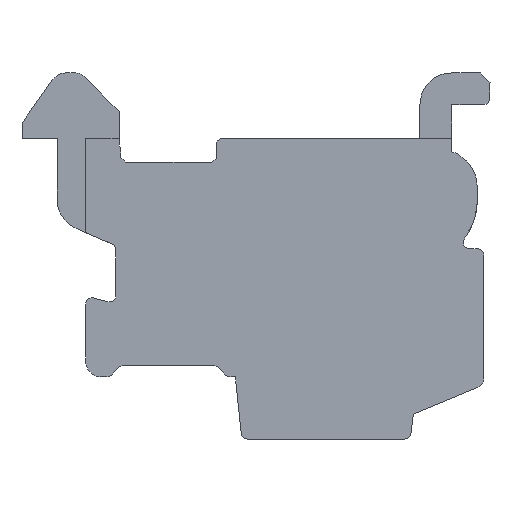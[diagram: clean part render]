
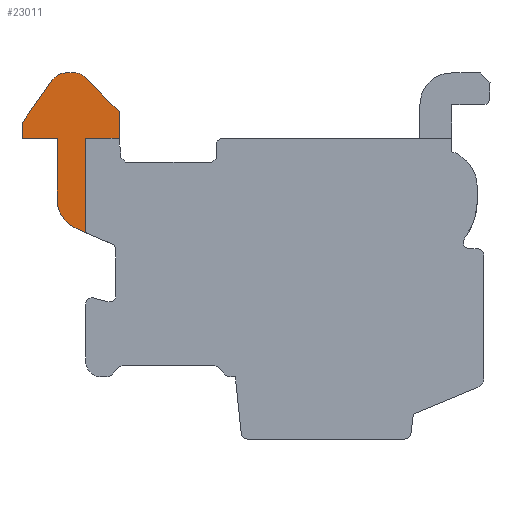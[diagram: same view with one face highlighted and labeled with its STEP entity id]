
A CAD part, front view. The second image highlights one B-rep face of the part: STEP entity #23011.
In plain terms, the highlighted planar face has unit normal (0, -1, 0).
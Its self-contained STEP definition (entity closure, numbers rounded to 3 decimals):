
#311=DIRECTION('',(0.916,0.,-0.401));
#312=VECTOR('',#311,0.328);
#313=CARTESIAN_POINT('',(-5.671,-97.9,
0.645));
#314=LINE('',#313,#312);
#6092=DIRECTION('',(-1.,0.,0.));
#6093=VECTOR('',#6092,1.1);
#6094=CARTESIAN_POINT('',(-6.27,-97.9,
3.476));
#6095=LINE('',#6094,#6093);
#6332=DIRECTION('',(0.,0.,1.));
#6333=VECTOR('',#6332,1.914);
#6334=CARTESIAN_POINT('',(-6.27,-97.9,
1.561));
#6335=LINE('',#6334,#6333);
#6608=CARTESIAN_POINT('',(-5.27,-97.9,
1.561));
#6609=DIRECTION('',(0.,1.,0.));
#6610=DIRECTION('',(-0.401,0.,-0.916));
#6611=AXIS2_PLACEMENT_3D('',#6608,#6609,#6610);
#6656=DIRECTION('',(0.,0.,-1.));
#6657=VECTOR('',#6656,0.845);
#6658=CARTESIAN_POINT('',(-4.32,-97.9,
4.32));
#6659=LINE('',#6658,#6657);
#7573=DIRECTION('',(0.,0.,1.));
#7574=VECTOR('',#7573,2.963);
#7575=CARTESIAN_POINT('',(-5.37,-97.9,
0.513));
#7576=LINE('',#7575,#7574);
#7581=CARTESIAN_POINT('',(-4.32,-97.9,
3.476));
#7582=CARTESIAN_POINT('',(-4.67,-97.9,
3.476));
#7583=CARTESIAN_POINT('',(-5.02,-97.9,
3.477));
#7584=CARTESIAN_POINT('',(-5.37,-97.9,
3.477));
#7802=DIRECTION('',(0.,0.,1.));
#7803=VECTOR('',#7802,0.475);
#7804=CARTESIAN_POINT('',(-7.37,-97.9,
3.475));
#7805=LINE('',#7804,#7803);
#8042=DIRECTION('',(0.575,0.,0.818));
#8043=VECTOR('',#8042,1.666);
#8044=CARTESIAN_POINT('',(-7.37,-97.9,
3.95));
#8045=LINE('',#8044,#8043);
#8318=CARTESIAN_POINT('',(-6.003,-97.9,
5.025));
#8319=DIRECTION('',(0.,1.,0.));
#8320=DIRECTION('',(-0.818,0.,0.575));
#8321=AXIS2_PLACEMENT_3D('',#8318,#8319,#8320);
#8562=DIRECTION('',(1.,0.,0.));
#8563=VECTOR('',#8562,0.312);
#8564=CARTESIAN_POINT('',(-6.003,-97.9,
5.525));
#8565=LINE('',#8564,#8563);
#8838=CARTESIAN_POINT('',(-5.691,-97.9,
5.125));
#8839=DIRECTION('',(0.,1.,0.));
#8840=DIRECTION('',(0.,0.,1.));
#8841=AXIS2_PLACEMENT_3D('',#8838,#8839,#8840);
#9082=DIRECTION('',(0.707,0.,-0.707));
#9083=VECTOR('',#9082,1.538);
#9084=CARTESIAN_POINT('',(-5.408,-97.9,
5.408));
#9085=LINE('',#9084,#9083);
#11935=CARTESIAN_POINT('',(-7.37,-97.9,
3.475));
#11936=CARTESIAN_POINT('',(-7.37,-97.9,
3.95));
#11937=VERTEX_POINT('',#11935);
#11938=VERTEX_POINT('',#11936);
#11939=CARTESIAN_POINT('',(-6.412,-97.9,
5.313));
#11940=VERTEX_POINT('',#11939);
#11941=CARTESIAN_POINT('',(-6.003,-97.9,
5.525));
#11942=VERTEX_POINT('',#11941);
#11943=CARTESIAN_POINT('',(-5.691,-97.9,
5.525));
#11944=VERTEX_POINT('',#11943);
#11945=CARTESIAN_POINT('',(-5.408,-97.9,
5.408));
#11946=VERTEX_POINT('',#11945);
#11947=CARTESIAN_POINT('',(-4.32,-97.9,
4.32));
#11948=VERTEX_POINT('',#11947);
#11949=CARTESIAN_POINT('',(-4.32,-97.9,
3.476));
#11950=VERTEX_POINT('',#11949);
#13563=CARTESIAN_POINT('',(-5.671,-97.9,
0.645));
#13564=CARTESIAN_POINT('',(-5.37,-97.9,
0.513));
#13565=VERTEX_POINT('',#13563);
#13566=VERTEX_POINT('',#13564);
#13569=CARTESIAN_POINT('',(-6.27,-97.9,
1.561));
#13570=VERTEX_POINT('',#13569);
#13571=CARTESIAN_POINT('',(-6.27,-97.9,
3.476));
#13572=VERTEX_POINT('',#13571);
#13573=CARTESIAN_POINT('',(-5.37,-97.9,
3.477));
#13575=VERTEX_POINT('',#13573);
#22985=CARTESIAN_POINT('',(7.33,-97.9,
3.475));
#22986=DIRECTION('',(0.,1.,0.));
#22987=DIRECTION('',(0.,0.,1.));
#22988=AXIS2_PLACEMENT_3D('',#22985,#22986,#22987);
#22989=PLANE('',#22988);
#22990=ORIENTED_EDGE('',*,*,#18898,.T.);
#22991=ORIENTED_EDGE('',*,*,#22961,.F.);
#22992=ORIENTED_EDGE('',*,*,#13835,.F.);
#22993=ORIENTED_EDGE('',*,*,#22298,.T.);
#22994=ORIENTED_EDGE('',*,*,#22021,.T.);
#22995=ORIENTED_EDGE('',*,*,#21724,.T.);
#22997=ORIENTED_EDGE('',*,*,#22996,.T.);
#22999=ORIENTED_EDGE('',*,*,#22998,.T.);
#23001=ORIENTED_EDGE('',*,*,#23000,.T.);
#23003=ORIENTED_EDGE('',*,*,#23002,.T.);
#23005=ORIENTED_EDGE('',*,*,#23004,.T.);
#23007=ORIENTED_EDGE('',*,*,#23006,.T.);
#23008=ORIENTED_EDGE('',*,*,#22392,.T.);
#23009=EDGE_LOOP('',(#22990,#22991,#22992,#22993,#22994,#22995,#22997,#22999,
#23001,#23003,#23005,#23007,#23008));
#23010=FACE_OUTER_BOUND('',#23009,.F.);
#23011=ADVANCED_FACE('',(#23010),#22989,.F.);
#6612=CIRCLE('',#6611,1.);
#7585=B_SPLINE_CURVE_WITH_KNOTS('',3,(#7581,#7582,#7583,#7584),.UNSPECIFIED.,
.F.,.F.,(4,4),(0.,1.),.UNSPECIFIED.);
#8322=CIRCLE('',#8321,0.5);
#8842=CIRCLE('',#8841,0.4);
#13835=EDGE_CURVE('',#13565,#13566,#314,.T.);
#18898=EDGE_CURVE('',#11950,#13575,#7585,.T.);
#21724=EDGE_CURVE('',#13572,#11937,#6095,.T.);
#22021=EDGE_CURVE('',#13570,#13572,#6335,.T.);
#22298=EDGE_CURVE('',#13565,#13570,#6612,.T.);
#22392=EDGE_CURVE('',#11948,#11950,#6659,.T.);
#22961=EDGE_CURVE('',#13566,#13575,#7576,.T.);
#22996=EDGE_CURVE('',#11937,#11938,#7805,.T.);
#22998=EDGE_CURVE('',#11938,#11940,#8045,.T.);
#23000=EDGE_CURVE('',#11940,#11942,#8322,.T.);
#23002=EDGE_CURVE('',#11942,#11944,#8565,.T.);
#23004=EDGE_CURVE('',#11944,#11946,#8842,.T.);
#23006=EDGE_CURVE('',#11946,#11948,#9085,.T.);
